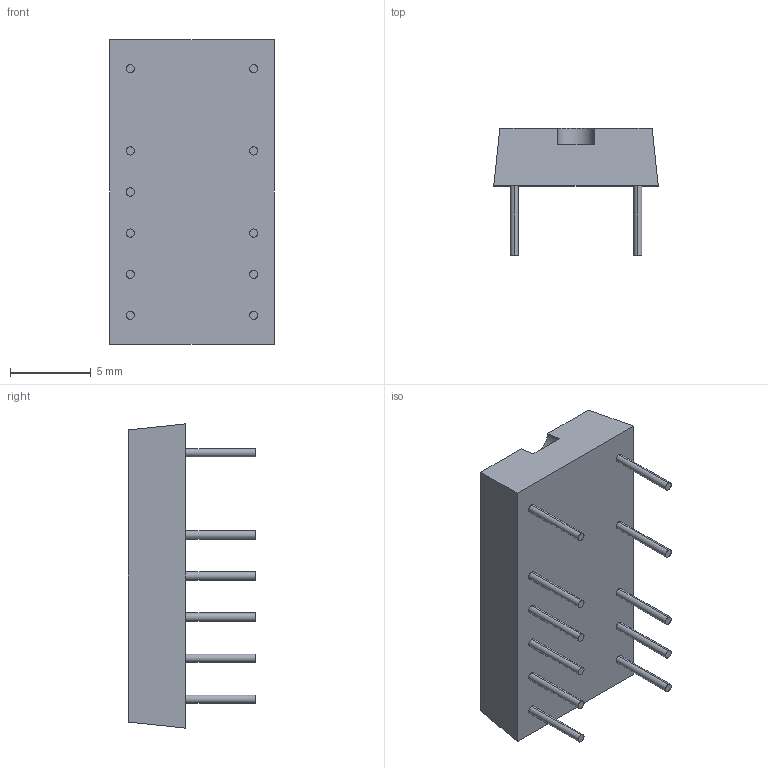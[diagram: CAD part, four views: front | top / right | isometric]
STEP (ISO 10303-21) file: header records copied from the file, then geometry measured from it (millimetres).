
FILE_DESCRIPTION (( 'STEP AP214' ), '1' );
FILE_NAME ('TIL311.STEP', '2019-04-13T22:09:08', ( '' ), ( '' ), 'SwSTEP 2.0', 'SolidWorks 2017', '' );
FILE_SCHEMA (( 'AUTOMOTIVE_DESIGN' ));
Length unit declared in the file: inch
Products named in the file (1): TIL311
Bounding box: 10.16 x 7.87 x 18.8 mm (x, y, z)
Volume: 644.9 mm3; surface area: 713 mm2
Topology: 43 solids, 43 shells, 399 faces, 846 edges, 564 vertices
Faces by surface type: plane 372, cylinder 27
Entity records: 13454 total; most frequent: CARTESIAN_POINT 1828, DIRECTION 1694, ORIENTED_EDGE 1692, EDGE_CURVE 846, LINE 786, VECTOR 786, VERTEX_POINT 564, AXIS2_PLACEMENT_3D 454
